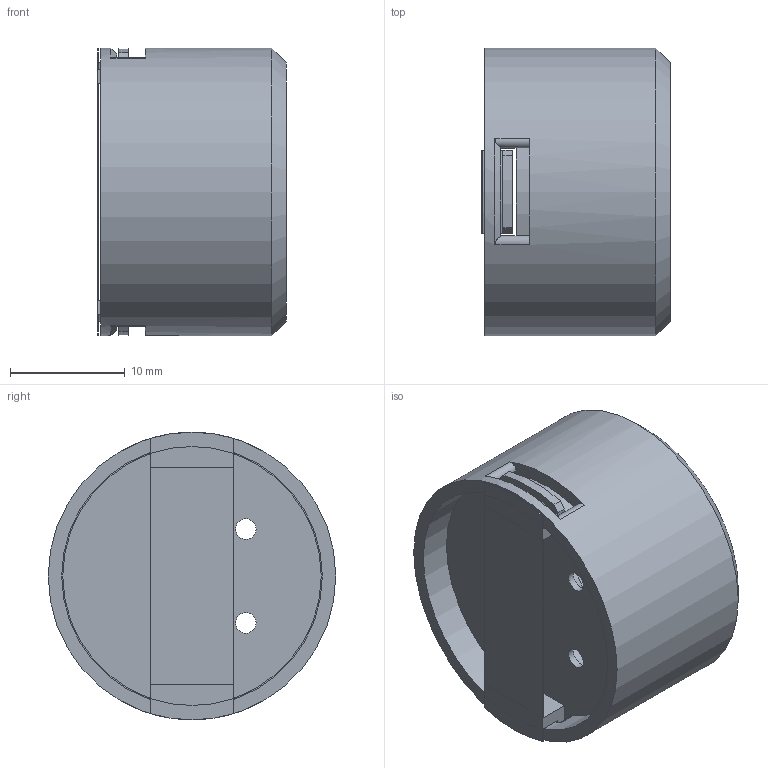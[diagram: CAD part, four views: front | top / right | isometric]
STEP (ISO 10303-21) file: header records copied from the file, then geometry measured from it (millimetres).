
FILE_DESCRIPTION(/* description */ (''),/* implementation_level */ '2;1');
FILE_NAME(/* name */ '22mm Speaker Module v10.step',/* time_stamp */ '2020-01-10T16:58:09-05:00',/* author */ (''),/* organization */ (''),/* preprocessor_version */ 'ST-DEVELOPER v18',/* originating_system */ 'Autodesk Translation Framework v8.12.0.6',/* authorisation */ '');
FILE_SCHEMA (('AUTOMOTIVE_DESIGN { 1 0 10303 214 3 1 1 }'));
Length unit declared in the file: millimetre
Products named in the file (4): 22mm Speaker Module; Speaker Housing; Speaker Backplate; Rails
Assembly tree (3 placements, depth 2):
  22mm Speaker Module
    Speaker Housing
    Speaker Backplate
    Rails
Bounding box: 16.45 x 25.1 x 25.1 mm (x, y, z)
Volume: 2247.1 mm3; surface area: 4381.1 mm2
Topology: 3 solids, 3 shells, 71 faces, 196 edges, 131 vertices
Faces by surface type: plane 44, cylinder 21, cone 6
Full cylindrical faces by diameter (mm): 1.8 x2, 6.398 x1, 20.5 x1, 22.55 x1, 22.75 x1, 25.1 x1
Entity records: 2470 total; most frequent: CARTESIAN_POINT 469, DIRECTION 415, ORIENTED_EDGE 392, EDGE_CURVE 196, AXIS2_PLACEMENT_3D 153, VERTEX_POINT 131, LINE 109, VECTOR 109
